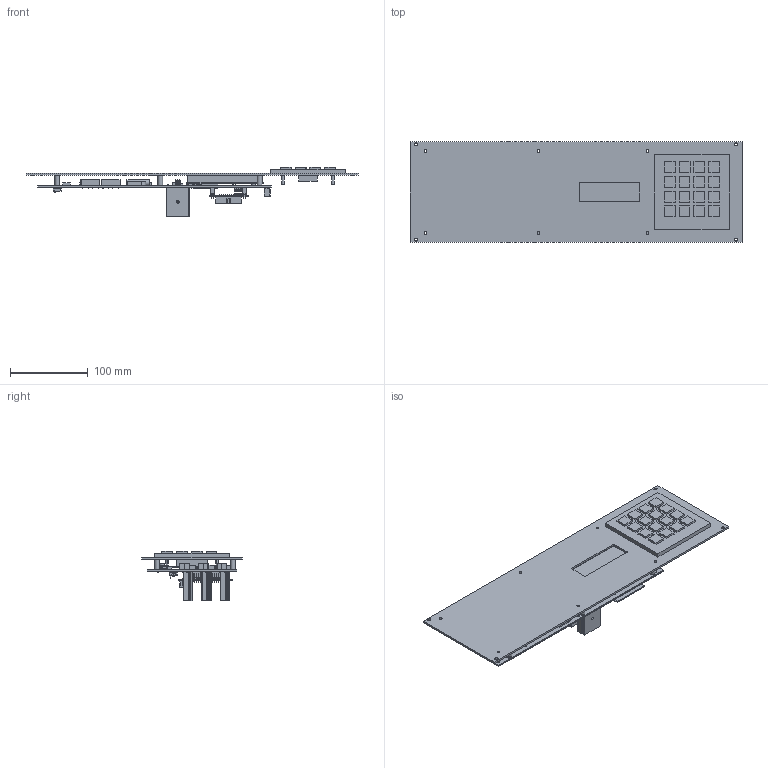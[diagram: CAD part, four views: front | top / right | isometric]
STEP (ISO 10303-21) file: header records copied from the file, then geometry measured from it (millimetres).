
FILE_DESCRIPTION(('Open CASCADE Model'),'2;1');
FILE_NAME('Open CASCADE Shape Model','2017-06-23T10:07:30',('Author'),( 'Open CASCADE'),'Open CASCADE STEP processor 6.8','Open CASCADE 6.8' ,'Unknown');
FILE_SCHEMA(('AUTOMOTIVE_DESIGN { 1 0 10303 214 1 1 1 1 }'));
Length unit declared in the file: millimetre
Products named in the file (318): PCB; Board; R65; 840460968; Extruded; R64; R63; R62; R61; R60; R59; R58; R57; R56; R55; R54; U14; 840281840; Body; Open_CASCADE_STEP_translator_6.8_1.1.1; Leader; U13; SOIC-8akaD0008AakaM08A; M08A_ASM_82_ASM; BODY_M08A_35; LEAD_M08A_57; TIEBAR_M08A_2_ASM; MANIFOLD_SOLID_BREP_2784; MANIFOLD_SOLID_BREP_2935; MANIFOLD_SOLID_BREP_3086; MANIFOLD_SOLID_BREP_3237; R53; R52; R51; D12; 840460696; D11; D10; C64; C63 ...
Assembly tree (563 placements, depth 6):
  PCB
    Board
    R65
      840460968
        Extruded
    R64
      840460968
        Extruded
    R63
      840460968
        Extruded
    R62
      840460968
        Extruded
    R61
      840460968
        Extruded
    R60
      840460968
        Extruded
    R59
      840460968
        Extruded
    R58
      840460968
        Extruded
    R57
      840460968
        Extruded
    R56
      840460968
        Extruded
    R55
      840460968
        Extruded
    R54
      840460968
        Extruded
    U14
      840281840
        Body
          Open_CASCADE_STEP_translator_6.8_1.1.1
        Leader  x6
    U13
      SOIC-8akaD0008AakaM08A
        M08A_ASM_82_ASM
          BODY_M08A_35
          LEAD_M08A_57  x8
          TIEBAR_M08A_2_ASM
            MANIFOLD_SOLID_BREP_2784
            MANIFOLD_SOLID_BREP_2935
            MANIFOLD_SOLID_BREP_3086
            MANIFOLD_SOLID_BREP_3237
    R53
      840460968
        Extruded
    R52
      840460968
        Extruded
    R51
Bounding box: 426.52 x 128.7 x 63.77 mm (x, y, z)
Volume: 405861.5 mm3; surface area: 339087.1 mm2
Topology: 438 solids, 441 shells, 13396 faces, 32775 edges, 20608 vertices
Faces by surface type: plane 9340, cylinder 1983, bspline 1510, torus 275, sphere 270, extrusion 16, cone 2
Full cylindrical faces by diameter (mm): 0.13 x206, 0.5 x1, 0.562 x1, 0.7 x25, 0.89 x15, 1 x93, 1.07 x8, 1.1 x28, 1.3 x9, 1.567 x4, 2.459 x6, 2.7 x6, 2.8 x4, 3 x17, 4.2 x6, 4.35 x4, 4.4 x6, 5.688 x1, 6 x6, 6.5 x1, 7.9 x3, 11.44 x3
Entity records: 251508 total; most frequent: CARTESIAN_POINT 70439, ORIENTED_EDGE 30993, DIRECTION 29562, EDGE_CURVE 15499, VECTOR 12180, LINE 12164, VERTEX_POINT 9626, AXIS2_PLACEMENT_3D 8691
